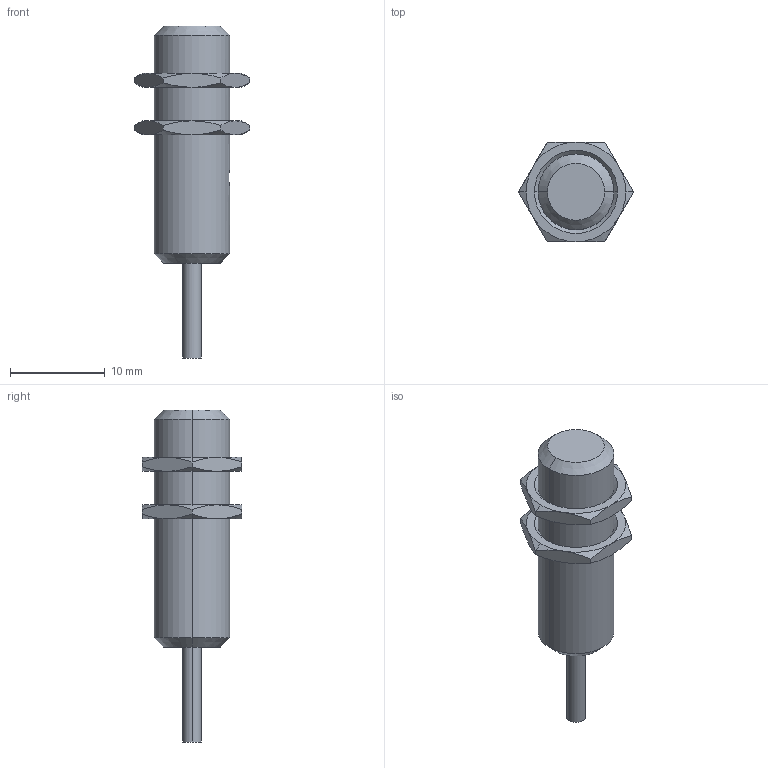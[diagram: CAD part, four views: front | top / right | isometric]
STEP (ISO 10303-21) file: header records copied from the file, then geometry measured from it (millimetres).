
FILE_DESCRIPTION((''),'2;1');
FILE_NAME('ASM0001_ASM','2012-02-09T',('dhelisch'),(''),'PRO/ENGINEER BY PARAMETRIC TECHNOLOGY CORPORATION, 2007250','PRO/ENGINEER BY PARAMETRIC TECHNOLOGY CORPORATION, 2007250','');
FILE_SCHEMA(('CONFIG_CONTROL_DESIGN'));
Length unit declared in the file: millimetre
Products named in the file (3): CAD1524; SECHSKANTMUTTER_2; ASM0001_ASM
Assembly tree (3 placements, depth 2):
  ASM0001_ASM
    CAD1524
    SECHSKANTMUTTER_2  x2
Bounding box: 12.14 x 10.51 x 35 mm (x, y, z)
Volume: 1383.1 mm3; surface area: 1084.1 mm2
Topology: 3 solids, 3 shells, 72 faces, 207 edges, 146 vertices
Faces by surface type: cone 44, plane 19, cylinder 8, sphere 1
Entity records: 2112 total; most frequent: CARTESIAN_POINT 422, DIRECTION 271, ORIENTED_EDGE 174, AXIS2_PLACEMENT_3D 104, PRESENTATION_STYLE_ASSIGNMENT 95, STYLED_ITEM 92, EDGE_CURVE 87, CURVE_STYLE 85
